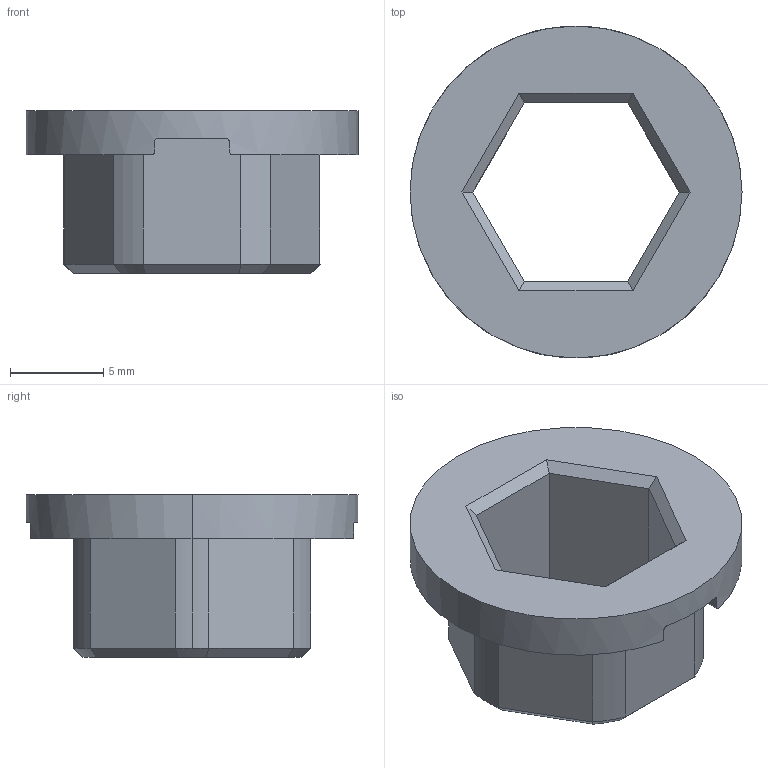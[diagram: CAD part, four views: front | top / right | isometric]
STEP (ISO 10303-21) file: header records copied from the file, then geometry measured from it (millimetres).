
FILE_DESCRIPTION (( 'STEP AP214' ), '1' );
FILE_NAME ('217-5948-20171130.STEP', '2017-11-30T23:46:17', ( '' ), ( '' ), 'SwSTEP 2.0', 'SolidWorks 2017', '' );
FILE_SCHEMA (( 'AUTOMOTIVE_DESIGN' ));
Length unit declared in the file: millimetre
Products named in the file (1): 217-5948-20171130
Bounding box: 17.78 x 17.78 x 8.72 mm (x, y, z)
Volume: 736.2 mm3; surface area: 1003.5 mm2
Topology: 1 solids, 1 shells, 64 faces, 162 edges, 100 vertices
Faces by surface type: plane 40, cylinder 17, cone 7
Entity records: 1966 total; most frequent: CARTESIAN_POINT 403, ORIENTED_EDGE 324, DIRECTION 310, EDGE_CURVE 162, LINE 104, VECTOR 104, AXIS2_PLACEMENT_3D 103, VERTEX_POINT 100
